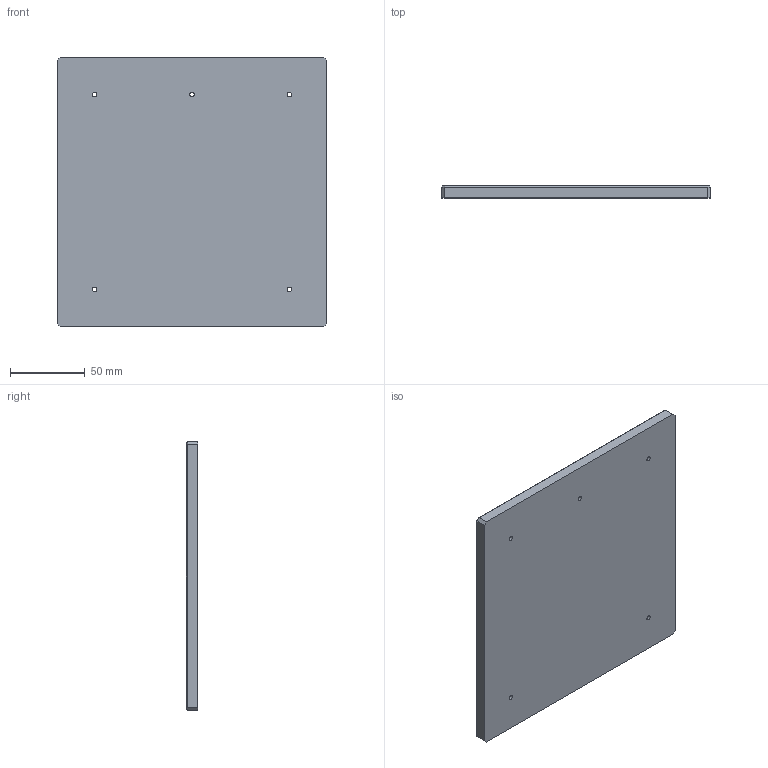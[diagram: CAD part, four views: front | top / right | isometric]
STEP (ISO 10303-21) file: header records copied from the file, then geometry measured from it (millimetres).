
FILE_DESCRIPTION (( 'STEP AP214' ), '1' );
FILE_NAME ('bed 5points GBtLitchiMII.STEP', '2023-12-20T18:57:58', ( '' ), ( '' ), 'SwSTEP 2.0', 'SolidWorks 2023', '' );
FILE_SCHEMA (( 'AUTOMOTIVE_DESIGN' ));
Length unit declared in the file: millimetre
Products named in the file (1): bed 5points GBtLitchiMII
Bounding box: 180 x 8 x 180 mm (x, y, z)
Volume: 257918.1 mm3; surface area: 70559 mm2
Topology: 1 solids, 1 shells, 53 faces, 120 edges, 74 vertices
Faces by surface type: plane 23, cylinder 20, cone 10
Entity records: 1523 total; most frequent: DIRECTION 278, CARTESIAN_POINT 248, ORIENTED_EDGE 240, EDGE_CURVE 120, AXIS2_PLACEMENT_3D 104, VERTEX_POINT 74, LINE 70, VECTOR 70
